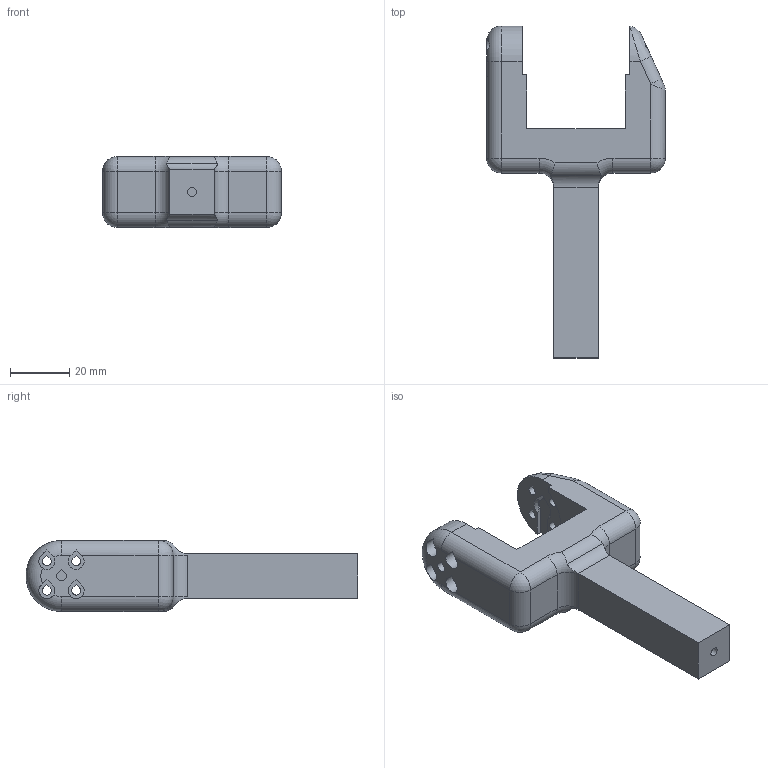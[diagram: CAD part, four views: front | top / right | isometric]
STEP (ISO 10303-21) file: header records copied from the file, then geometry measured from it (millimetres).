
FILE_DESCRIPTION(/* description */ (''),/* implementation_level */ '2;1');
FILE_NAME(/* name */ 'test_lever_100mm.step',/* time_stamp */ '2025-11-28T12:22:36+01:00',/* author */ (''),/* organization */ (''),/* preprocessor_version */ 'ST-DEVELOPER v20.1',/* originating_system */ 'Autodesk Translation Framework v14.17.0.0',/* authorisation */ '');
FILE_SCHEMA (('AUTOMOTIVE_DESIGN { 1 0 10303 214 3 1 1 }'));
Length unit declared in the file: millimetre
Products named in the file (2): SO101 Assembly; Under_arm_SO101
Assembly tree (1 placements, depth 2):
  SO101 Assembly
    Under_arm_SO101
Bounding box: 60.4 x 112.2 x 24 mm (x, y, z)
Volume: 50232.4 mm3; surface area: 13968.4 mm2
Topology: 1 solids, 1 shells, 142 faces, 384 edges, 246 vertices
Faces by surface type: plane 80, cylinder 46, torus 5, sphere 4, cone 4, bspline 3
Full cylindrical faces by diameter (mm): 3 x1
Entity records: 4772 total; most frequent: CARTESIAN_POINT 1074, ORIENTED_EDGE 768, DIRECTION 756, EDGE_CURVE 384, AXIS2_PLACEMENT_3D 256, VERTEX_POINT 246, LINE 244, VECTOR 244
